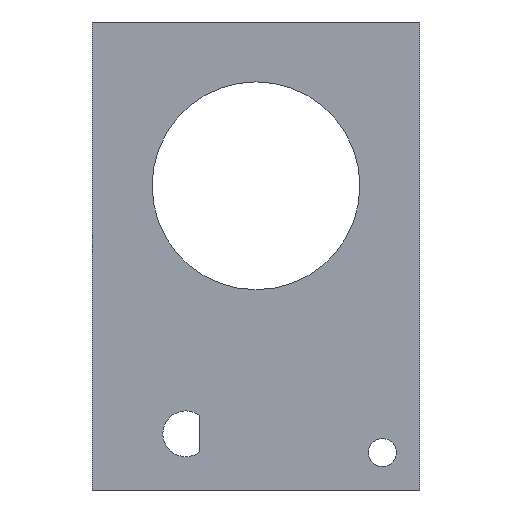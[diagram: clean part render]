
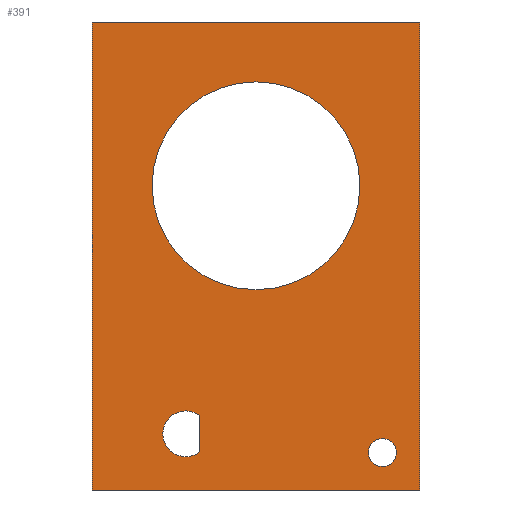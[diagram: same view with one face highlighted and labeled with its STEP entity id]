
A CAD part, front view. The second image highlights one B-rep face of the part: STEP entity #391.
In plain terms, the highlighted planar face has unit normal (0, -1, 0).
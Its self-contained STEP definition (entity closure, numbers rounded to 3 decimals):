
#20=FACE_BOUND('',#82,.T.);
#21=FACE_BOUND('',#83,.T.);
#22=FACE_BOUND('',#84,.T.);
#36=PLANE('',#452);
#56=FACE_OUTER_BOUND('',#81,.T.);
#81=EDGE_LOOP('',(#358,#359,#360,#361));
#82=EDGE_LOOP('',(#362,#363));
#83=EDGE_LOOP('',(#364));
#84=EDGE_LOOP('',(#365));
#87=LINE('',#580,#119);
#108=LINE('',#662,#140);
#112=LINE('',#671,#144);
#114=LINE('',#675,#146);
#116=LINE('',#678,#148);
#119=VECTOR('',#465,10.);
#140=VECTOR('',#548,10.);
#144=VECTOR('',#558,10.);
#146=VECTOR('',#562,10.);
#148=VECTOR('',#566,10.);
#149=CIRCLE('',#413,2.45);
#152=CIRCLE('',#418,1.5);
#169=CIRCLE('',#448,11.1);
#170=VERTEX_POINT('',#571);
#171=VERTEX_POINT('',#572);
#175=VERTEX_POINT('',#585);
#202=VERTEX_POINT('',#660);
#203=VERTEX_POINT('',#661);
#204=VERTEX_POINT('',#666);
#205=VERTEX_POINT('',#670);
#206=VERTEX_POINT('',#674);
#207=EDGE_CURVE('',#170,#171,#149,.T.);
#211=EDGE_CURVE('',#171,#170,#87,.T.);
#215=EDGE_CURVE('',#175,#175,#152,.T.);
#250=EDGE_CURVE('',#202,#203,#108,.T.);
#254=EDGE_CURVE('',#204,#204,#169,.T.);
#255=EDGE_CURVE('',#205,#203,#112,.T.);
#257=EDGE_CURVE('',#206,#205,#114,.T.);
#259=EDGE_CURVE('',#206,#202,#116,.T.);
#358=ORIENTED_EDGE('',*,*,#255,.F.);
#359=ORIENTED_EDGE('',*,*,#257,.F.);
#360=ORIENTED_EDGE('',*,*,#259,.T.);
#361=ORIENTED_EDGE('',*,*,#250,.T.);
#362=ORIENTED_EDGE('',*,*,#211,.T.);
#363=ORIENTED_EDGE('',*,*,#207,.T.);
#364=ORIENTED_EDGE('',*,*,#215,.T.);
#365=ORIENTED_EDGE('',*,*,#254,.T.);
#391=ADVANCED_FACE('',(#56,#20,#21,#22),#36,.F.);
#413=AXIS2_PLACEMENT_3D('',#573,#457,#458);
#418=AXIS2_PLACEMENT_3D('',#587,#472,#473);
#448=AXIS2_PLACEMENT_3D('',#668,#554,#555);
#452=AXIS2_PLACEMENT_3D('',#679,#567,#568);
#457=DIRECTION('center_axis',(0.,1.,0.));
#458=DIRECTION('ref_axis',(1.,0.,0.));
#465=DIRECTION('',(0.,0.,-1.));
#472=DIRECTION('center_axis',(0.,1.,0.));
#473=DIRECTION('ref_axis',(1.,0.,0.));
#548=DIRECTION('',(1.,0.,0.));
#554=DIRECTION('center_axis',(0.,1.,0.));
#555=DIRECTION('ref_axis',(1.,0.,0.));
#558=DIRECTION('',(0.,0.,-1.));
#562=DIRECTION('',(1.,0.,0.));
#566=DIRECTION('',(0.,0.,-1.));
#567=DIRECTION('center_axis',(0.,1.,0.));
#568=DIRECTION('ref_axis',(0.,0.,1.));
#571=CARTESIAN_POINT('',(-6.,0.,-28.437));
#572=CARTESIAN_POINT('',(-6.,0.,-24.563));
#573=CARTESIAN_POINT('Origin',(-7.5,0.,-26.5));
#580=CARTESIAN_POINT('',(-6.,0.,-14.219));
#585=CARTESIAN_POINT('',(12.,0.,-28.5));
#587=CARTESIAN_POINT('Origin',(13.5,0.,-28.5));
#660=CARTESIAN_POINT('',(-17.5,0.,-32.5));
#661=CARTESIAN_POINT('',(17.5,0.,-32.5));
#662=CARTESIAN_POINT('',(-8.75,0.,-32.5));
#666=CARTESIAN_POINT('',(-11.1,0.,0.));
#668=CARTESIAN_POINT('Origin',(0.,0.,0.));
#670=CARTESIAN_POINT('',(17.5,0.,17.5));
#671=CARTESIAN_POINT('',(17.5,0.,17.5));
#674=CARTESIAN_POINT('',(-17.5,0.,17.5));
#675=CARTESIAN_POINT('',(-17.5,0.,17.5));
#678=CARTESIAN_POINT('',(-17.5,0.,-21.25));
#679=CARTESIAN_POINT('Origin',(0.,0.,0.));
